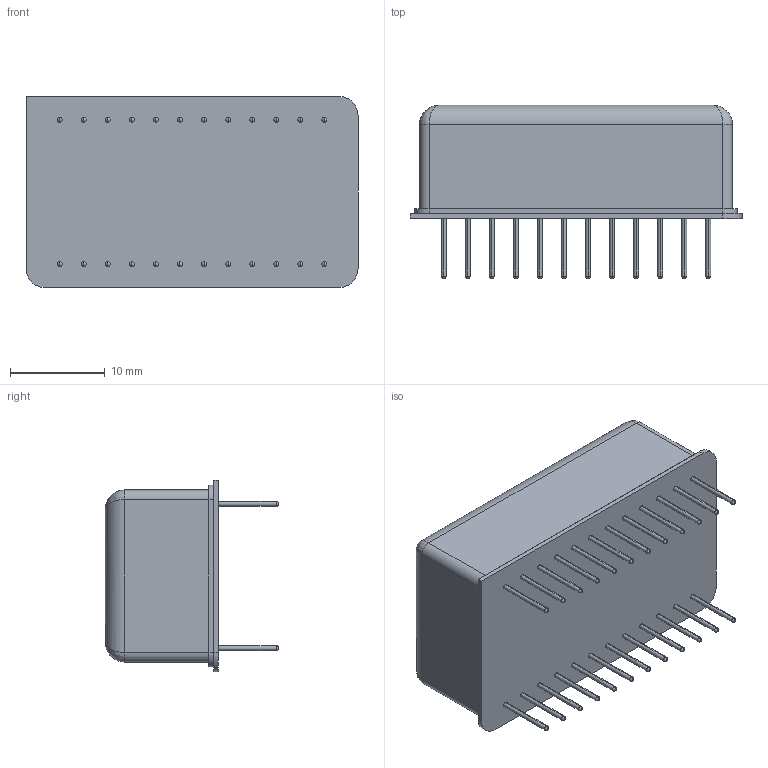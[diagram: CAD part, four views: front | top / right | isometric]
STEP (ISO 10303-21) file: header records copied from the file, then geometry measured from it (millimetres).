
FILE_DESCRIPTION (( 'STEP AP214' ), '1' );
FILE_NAME ('PE85NS5000_3D.STEP', '2020-04-13T14:42:39', ( '' ), ( '' ), 'SwSTEP 2.0', 'SolidWorks 2018', '' );
FILE_SCHEMA (( 'AUTOMOTIVE_DESIGN' ));
Length unit declared in the file: inch
Products named in the file (1): PE85NS5000_3D
Bounding box: 35.05 x 18.29 x 20.19 mm (x, y, z)
Volume: 7172.4 mm3; surface area: 2774.8 mm2
Topology: 25 solids, 25 shells, 155 faces, 373 edges, 218 vertices
Faces by surface type: cylinder 63, sphere 48, plane 40, bspline 4
Entity records: 4217 total; most frequent: CARTESIAN_POINT 787, DIRECTION 735, ORIENTED_EDGE 546, AXIS2_PLACEMENT_3D 318, EDGE_CURVE 273, VERTEX_POINT 170, CIRCLE 166, EDGE_LOOP 157
